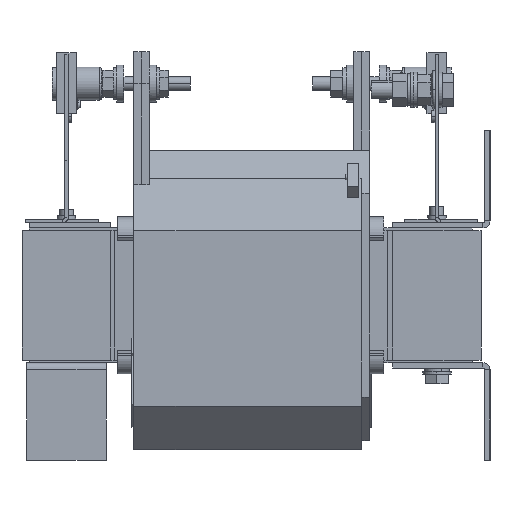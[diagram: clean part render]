
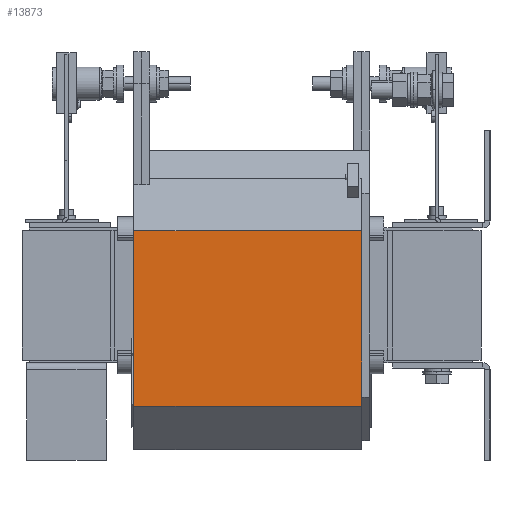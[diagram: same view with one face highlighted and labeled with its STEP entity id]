
A CAD part, left-side view. The second image highlights one B-rep face of the part: STEP entity #13873.
In plain terms, the highlighted planar face has unit normal (-1, 0, 0).
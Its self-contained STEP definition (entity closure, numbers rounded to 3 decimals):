
#2409 = ORIENTED_EDGE ( 'NONE', *, *, #21436, .F. ) ;
#2757 = LINE ( 'NONE', #28868, #10521 ) ;
#2994 = AXIS2_PLACEMENT_3D ( 'NONE', #22103, #38042, #15727 ) ;
#3936 = VERTEX_POINT ( 'NONE', #33453 ) ;
#10479 = LINE ( 'NONE', #32766, #28561 ) ;
#10521 = VECTOR ( 'NONE', #19310, 1000. ) ;
#10898 = DIRECTION ( 'NONE',  ( 0., 1., 0. ) ) ;
#12541 = PLANE ( 'NONE',  #2994 ) ;
#13102 = DIRECTION ( 'NONE',  ( 0., 0., 1. ) ) ;
#13873 = ADVANCED_FACE ( 'NONE', ( #32081 ), #12541, .T. ) ;
#14841 = EDGE_CURVE ( 'NONE', #34586, #23733, #10479, .T. ) ;
#15727 = DIRECTION ( 'NONE',  ( 0., 1., 0. ) ) ;
#19310 = DIRECTION ( 'NONE',  ( 0., 0., 1. ) ) ;
#19416 = CARTESIAN_POINT ( 'NONE',  ( -236., 65.95, -62.5 ) ) ;
#21436 = EDGE_CURVE ( 'NONE', #23733, #3936, #2757, .T. ) ;
#22103 = CARTESIAN_POINT ( 'NONE',  ( -236., -62.6, 36.5 ) ) ;
#23560 = CARTESIAN_POINT ( 'NONE',  ( -236., -62.6, 36.5 ) ) ;
#23733 = VERTEX_POINT ( 'NONE', #19416 ) ;
#23752 = VECTOR ( 'NONE', #38001, 1000. ) ;
#24649 = VERTEX_POINT ( 'NONE', #23560 ) ;
#25050 = LINE ( 'NONE', #27410, #23752 ) ;
#25833 = CARTESIAN_POINT ( 'NONE',  ( -236., -62.6, -62.5 ) ) ;
#26481 = ORIENTED_EDGE ( 'NONE', *, *, #39810, .T. ) ;
#27410 = CARTESIAN_POINT ( 'NONE',  ( -236., -62.6, 36.5 ) ) ;
#28561 = VECTOR ( 'NONE', #10898, 1000. ) ;
#28615 = CARTESIAN_POINT ( 'NONE',  ( -236., -62.6, 36.5 ) ) ;
#28868 = CARTESIAN_POINT ( 'NONE',  ( -236., 65.95, 36.5 ) ) ;
#31920 = VECTOR ( 'NONE', #13102, 1000. ) ;
#32081 = FACE_OUTER_BOUND ( 'NONE', #40709, .T. ) ;
#32766 = CARTESIAN_POINT ( 'NONE',  ( -236., -62.6, -62.5 ) ) ;
#33453 = CARTESIAN_POINT ( 'NONE',  ( -236., 65.95, 36.5 ) ) ;
#34586 = VERTEX_POINT ( 'NONE', #25833 ) ;
#35605 = LINE ( 'NONE', #28615, #31920 ) ;
#38001 = DIRECTION ( 'NONE',  ( 0., 1., 0. ) ) ;
#38042 = DIRECTION ( 'NONE',  ( -1., 0., 0. ) ) ;
#38357 = ORIENTED_EDGE ( 'NONE', *, *, #41547, .T. ) ;
#39810 = EDGE_CURVE ( 'NONE', #24649, #3936, #25050, .T. ) ;
#39849 = ORIENTED_EDGE ( 'NONE', *, *, #14841, .F. ) ;
#40709 = EDGE_LOOP ( 'NONE', ( #26481, #2409, #39849, #38357 ) ) ;
#41547 = EDGE_CURVE ( 'NONE', #34586, #24649, #35605, .T. ) ;
